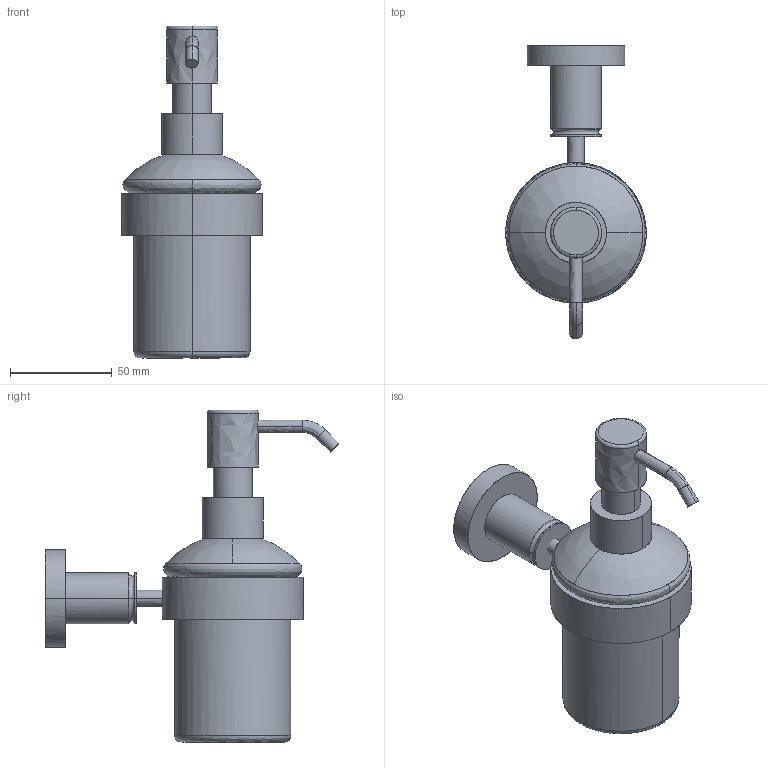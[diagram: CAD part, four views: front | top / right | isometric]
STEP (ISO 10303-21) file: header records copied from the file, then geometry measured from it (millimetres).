
FILE_DESCRIPTION(/* description */ (''),/* implementation_level */ '2;1');
FILE_NAME(/* name */ '0099161000_neu',/* time_stamp */ '2021-02-16T08:08:30+01:00',/* author */ (''),/* organization */ (''),/* preprocessor_version */ 'ST-DEVELOPER v15',/* originating_system */ '',/* authorisation */ '');
FILE_SCHEMA (('AUTOMOTIVE_DESIGN'));
Length unit declared in the file: millimetre
Products named in the file (1): Document
Bounding box: 69 x 144.24 x 163 mm (x, y, z)
Surface area: 48191.6 mm2 (no closed solid volume)
Topology: 0 solids, 31 shells, 49 faces, 151 edges, 114 vertices
Faces by surface type: bspline 37, plane 12
Entity records: 2083 total; most frequent: CARTESIAN_POINT 1310, ORIENTED_EDGE 188, EDGE_CURVE 151, VERTEX_POINT 114, EDGE_LOOP 56, ADVANCED_FACE 49, FACE_OUTER_BOUND 49, PRESENTATION_LAYER_ASSIGNMENT 31
